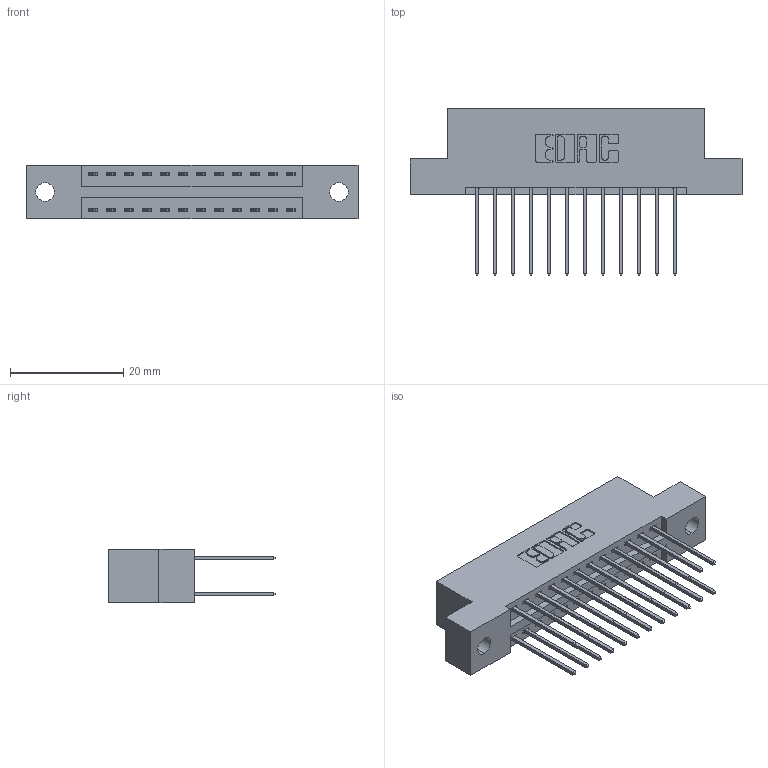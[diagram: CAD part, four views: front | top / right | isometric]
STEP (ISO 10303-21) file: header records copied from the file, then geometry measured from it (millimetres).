
FILE_DESCRIPTION (( 'STEP AP203' ), '1' );
FILE_NAME ('346-024-540-202.STEP', '2022-05-18T23:27:42', ( '' ), ( '' ), 'SwSTEP 2.0', 'SolidWorks 2020', '' );
FILE_SCHEMA (( 'CONFIG_CONTROL_DESIGN' ));
Length unit declared in the file: inch
Products named in the file (3): 346-024-540-202; 346 Part_Flush Mounting Lugs - 0.128 Dia; 345-292-001_345-293-140
Assembly tree (25 placements, depth 2):
  346-024-540-202
    346 Part_Flush Mounting Lugs - 0.128 Dia
    345-292-001_345-293-140  x24
Bounding box: 58.67 x 29.46 x 9.4 mm (x, y, z)
Volume: 5542.7 mm3; surface area: 7308.4 mm2
Topology: 25 solids, 25 shells, 1370 faces, 4049 edges, 2666 vertices
Faces by surface type: plane 916, cylinder 454
Entity records: 11891 total; most frequent: CARTESIAN_POINT 2000, ORIENTED_EDGE 1934, DIRECTION 1815, EDGE_CURVE 967, VECTOR 787, LINE 787, VERTEX_POINT 642, AXIS2_PLACEMENT_3D 514
